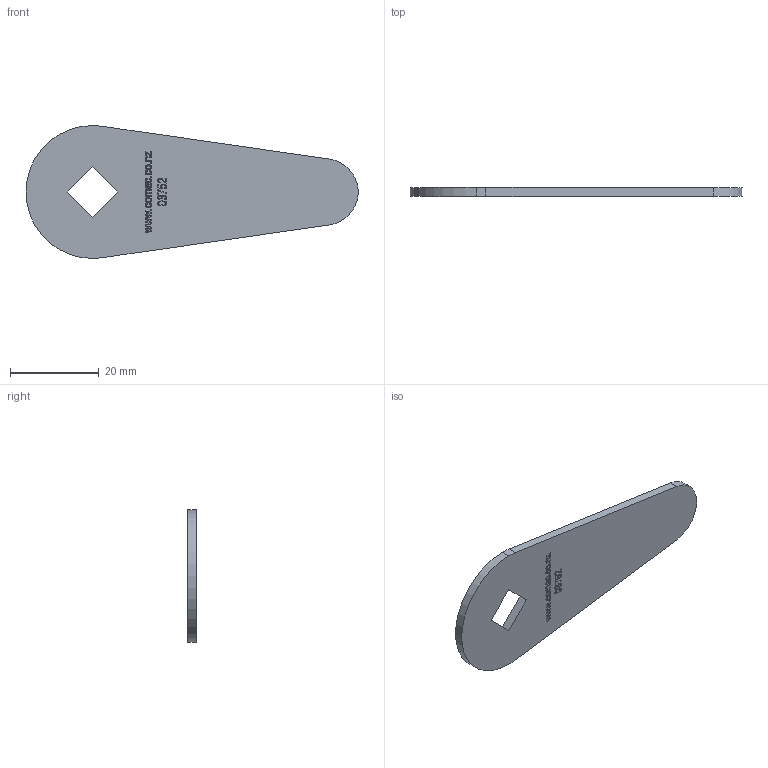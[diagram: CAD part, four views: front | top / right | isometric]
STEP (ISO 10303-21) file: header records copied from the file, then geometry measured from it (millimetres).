
FILE_DESCRIPTION (( 'STEP AP214' ), '1' );
FILE_NAME ('03752-Cam Latch Bar Stainless Steel 60mm.STEP', '2018-09-26T02:02:21', ( '' ), ( '' ), 'SwSTEP 2.0', 'SolidWorks 2018', '' );
FILE_SCHEMA (( 'AUTOMOTIVE_DESIGN' ));
Length unit declared in the file: millimetre
Products named in the file (1): 03752-Cam Latch Bar Stainless Steel 60mm
Bounding box: 74.97 x 2 x 30 mm (x, y, z)
Volume: 3138.7 mm3; surface area: 3595.8 mm2
Topology: 1 solids, 1 shells, 270 faces, 732 edges, 488 vertices
Faces by surface type: plane 159, bspline 107, cylinder 4
Entity records: 14560 total; most frequent: CARTESIAN_POINT 8438, ORIENTED_EDGE 1464, DIRECTION 854, EDGE_CURVE 732, VECTOR 510, LINE 510, VERTEX_POINT 488, EDGE_LOOP 296
